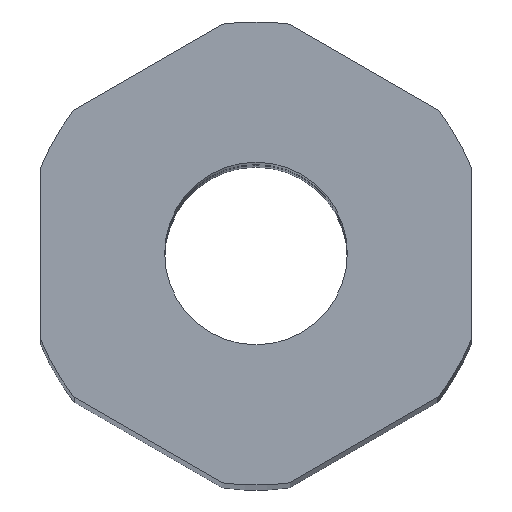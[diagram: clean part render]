
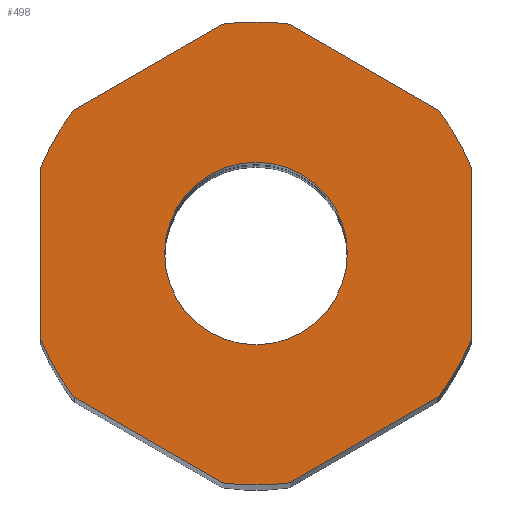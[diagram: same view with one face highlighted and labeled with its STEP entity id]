
A CAD part, top view. The second image highlights one B-rep face of the part: STEP entity #498.
In plain terms, the highlighted planar face has unit normal (0, 0, 1).
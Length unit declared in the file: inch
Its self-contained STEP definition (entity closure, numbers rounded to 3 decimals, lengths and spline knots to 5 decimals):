
#14 = LINE ( 'NONE', #180, #756 ) ;
#17 = AXIS2_PLACEMENT_3D ( 'NONE', #486, #179, #789 ) ;
#24 = DIRECTION ( 'NONE',  ( -0.866, 0.5, 0. ) ) ;
#26 = ORIENTED_EDGE ( 'NONE', *, *, #167, .T. ) ;
#28 = CARTESIAN_POINT ( 'NONE',  ( 0., 0., 1.25 ) ) ;
#40 = DIRECTION ( 'NONE',  ( 0., 0., 1. ) ) ;
#55 = EDGE_CURVE ( 'NONE', #230, #657, #85, .T. ) ;
#64 = EDGE_CURVE ( 'NONE', #266, #651, #421, .T. ) ;
#70 = EDGE_CURVE ( 'NONE', #390, #292, #506, .T. ) ;
#75 = VERTEX_POINT ( 'NONE', #95 ) ;
#80 = EDGE_CURVE ( 'NONE', #611, #325, #331, .T. ) ;
#84 = CARTESIAN_POINT ( 'NONE',  ( 0., 0., 1.25 ) ) ;
#85 = LINE ( 'NONE', #215, #109 ) ;
#86 = LINE ( 'NONE', #206, #478 ) ;
#88 = DIRECTION ( 'NONE',  ( 0., 0., 1. ) ) ;
#95 = CARTESIAN_POINT ( 'NONE',  ( 0.1875, -0.07454, 1.25 ) ) ;
#96 = AXIS2_PLACEMENT_3D ( 'NONE', #449, #40, #150 ) ;
#97 = ORIENTED_EDGE ( 'NONE', *, *, #765, .T. ) ;
#98 = CIRCLE ( 'NONE', #143, 0.20177 ) ;
#99 = PLANE ( 'NONE',  #711 ) ;
#109 = VECTOR ( 'NONE', #320, 39.37008 ) ;
#113 = ORIENTED_EDGE ( 'NONE', *, *, #562, .T. ) ;
#115 = EDGE_CURVE ( 'NONE', #260, #230, #641, .T. ) ;
#132 = ORIENTED_EDGE ( 'NONE', *, *, #634, .F. ) ;
#143 = AXIS2_PLACEMENT_3D ( 'NONE', #675, #573, #640 ) ;
#150 = DIRECTION ( 'NONE',  ( 1., 0., 0. ) ) ;
#152 = CARTESIAN_POINT ( 'NONE',  ( -0.0795, 0., 1.25 ) ) ;
#154 = CARTESIAN_POINT ( 'NONE',  ( 0.0292, 0.19965, 1.25 ) ) ;
#156 = VECTOR ( 'NONE', #229, 39.37008 ) ;
#159 = DIRECTION ( 'NONE',  ( 1., 0., 0. ) ) ;
#165 = ORIENTED_EDGE ( 'NONE', *, *, #276, .T. ) ;
#167 = EDGE_CURVE ( 'NONE', #352, #236, #289, .T. ) ;
#179 = DIRECTION ( 'NONE',  ( 0., 0., 1. ) ) ;
#180 = CARTESIAN_POINT ( 'NONE',  ( -0.09375, -0.16238, 1.25 ) ) ;
#190 = ORIENTED_EDGE ( 'NONE', *, *, #55, .T. ) ;
#198 = ORIENTED_EDGE ( 'NONE', *, *, #115, .T. ) ;
#206 = CARTESIAN_POINT ( 'NONE',  ( 0.1875, 0., 1.25 ) ) ;
#215 = CARTESIAN_POINT ( 'NONE',  ( 0.09375, -0.16238, 1.25 ) ) ;
#226 = CARTESIAN_POINT ( 'NONE',  ( -0.1875, 0., 1.25 ) ) ;
#229 = DIRECTION ( 'NONE',  ( 0., -1., 0. ) ) ;
#230 = VERTEX_POINT ( 'NONE', #235 ) ;
#235 = CARTESIAN_POINT ( 'NONE',  ( 0.0292, -0.19965, 1.25 ) ) ;
#236 = VERTEX_POINT ( 'NONE', #652 ) ;
#251 = CARTESIAN_POINT ( 'NONE',  ( 0.1583, 0.12511, 1.25 ) ) ;
#260 = VERTEX_POINT ( 'NONE', #603 ) ;
#266 = VERTEX_POINT ( 'NONE', #360 ) ;
#274 = DIRECTION ( 'NONE',  ( 1., 0., 0. ) ) ;
#275 = CARTESIAN_POINT ( 'NONE',  ( -0.09375, 0.16238, 1.25 ) ) ;
#276 = EDGE_CURVE ( 'NONE', #485, #611, #554, .T. ) ;
#285 = VERTEX_POINT ( 'NONE', #730 ) ;
#289 = LINE ( 'NONE', #226, #156 ) ;
#292 = VERTEX_POINT ( 'NONE', #152 ) ;
#307 = AXIS2_PLACEMENT_3D ( 'NONE', #361, #429, #570 ) ;
#320 = DIRECTION ( 'NONE',  ( 0.866, 0.5, 0. ) ) ;
#325 = VERTEX_POINT ( 'NONE', #692 ) ;
#331 = LINE ( 'NONE', #275, #682 ) ;
#332 = AXIS2_PLACEMENT_3D ( 'NONE', #28, #337, #582 ) ;
#337 = DIRECTION ( 'NONE',  ( 0., 0., 1. ) ) ;
#341 = EDGE_LOOP ( 'NONE', ( #97, #619, #567, #165, #788, #344, #26, #470, #410, #198, #190, #113 ) ) ;
#344 = ORIENTED_EDGE ( 'NONE', *, *, #474, .T. ) ;
#352 = VERTEX_POINT ( 'NONE', #402 ) ;
#360 = CARTESIAN_POINT ( 'NONE',  ( 0.1875, 0.07454, 1.25 ) ) ;
#361 = CARTESIAN_POINT ( 'NONE',  ( 0., 0., 1.25 ) ) ;
#376 = CARTESIAN_POINT ( 'NONE',  ( -0.0292, 0.19965, 1.25 ) ) ;
#389 = FACE_OUTER_BOUND ( 'NONE', #341, .T. ) ;
#390 = VERTEX_POINT ( 'NONE', #747 ) ;
#402 = CARTESIAN_POINT ( 'NONE',  ( -0.1875, 0.07454, 1.25 ) ) ;
#410 = ORIENTED_EDGE ( 'NONE', *, *, #451, .T. ) ;
#421 = CIRCLE ( 'NONE', #332, 0.20177 ) ;
#424 = DIRECTION ( 'NONE',  ( 0.866, -0.5, 0. ) ) ;
#429 = DIRECTION ( 'NONE',  ( 0., 0., 1. ) ) ;
#449 = CARTESIAN_POINT ( 'NONE',  ( 0., 0., 1.25 ) ) ;
#450 = DIRECTION ( 'NONE',  ( 0., 1., 0. ) ) ;
#451 = EDGE_CURVE ( 'NONE', #285, #260, #14, .T. ) ;
#455 = DIRECTION ( 'NONE',  ( 0., 0., 1. ) ) ;
#459 = FACE_BOUND ( 'NONE', #645, .T. ) ;
#470 = ORIENTED_EDGE ( 'NONE', *, *, #471, .T. ) ;
#471 = EDGE_CURVE ( 'NONE', #236, #285, #98, .T. ) ;
#474 = EDGE_CURVE ( 'NONE', #325, #352, #508, .T. ) ;
#475 = DIRECTION ( 'NONE',  ( 1., 0., 0. ) ) ;
#476 = CIRCLE ( 'NONE', #307, 0.0795 ) ;
#478 = VECTOR ( 'NONE', #450, 39.37008 ) ;
#485 = VERTEX_POINT ( 'NONE', #154 ) ;
#486 = CARTESIAN_POINT ( 'NONE',  ( 0., 0., 1.25 ) ) ;
#494 = CARTESIAN_POINT ( 'NONE',  ( 0.1583, -0.12511, 1.25 ) ) ;
#498 = ADVANCED_FACE ( 'NONE', ( #459, #389 ), #99, .T. ) ;
#506 = CIRCLE ( 'NONE', #96, 0.0795 ) ;
#508 = CIRCLE ( 'NONE', #665, 0.20177 ) ;
#551 = LINE ( 'NONE', #676, #784 ) ;
#554 = CIRCLE ( 'NONE', #17, 0.20177 ) ;
#562 = EDGE_CURVE ( 'NONE', #657, #75, #697, .T. ) ;
#567 = ORIENTED_EDGE ( 'NONE', *, *, #674, .T. ) ;
#570 = DIRECTION ( 'NONE',  ( 1., 0., 0. ) ) ;
#573 = DIRECTION ( 'NONE',  ( 0., 0., 1. ) ) ;
#579 = CARTESIAN_POINT ( 'NONE',  ( 0., 0., 1.25 ) ) ;
#582 = DIRECTION ( 'NONE',  ( 1., 0., 0. ) ) ;
#599 = ORIENTED_EDGE ( 'NONE', *, *, #70, .F. ) ;
#603 = CARTESIAN_POINT ( 'NONE',  ( -0.0292, -0.19965, 1.25 ) ) ;
#611 = VERTEX_POINT ( 'NONE', #376 ) ;
#612 = AXIS2_PLACEMENT_3D ( 'NONE', #724, #658, #475 ) ;
#619 = ORIENTED_EDGE ( 'NONE', *, *, #64, .T. ) ;
#634 = EDGE_CURVE ( 'NONE', #292, #390, #476, .T. ) ;
#640 = DIRECTION ( 'NONE',  ( 1., 0., 0. ) ) ;
#641 = CIRCLE ( 'NONE', #612, 0.20177 ) ;
#645 = EDGE_LOOP ( 'NONE', ( #599, #132 ) ) ;
#651 = VERTEX_POINT ( 'NONE', #251 ) ;
#652 = CARTESIAN_POINT ( 'NONE',  ( -0.1875, -0.07454, 1.25 ) ) ;
#657 = VERTEX_POINT ( 'NONE', #494 ) ;
#658 = DIRECTION ( 'NONE',  ( 0., 0., 1. ) ) ;
#665 = AXIS2_PLACEMENT_3D ( 'NONE', #763, #750, #159 ) ;
#674 = EDGE_CURVE ( 'NONE', #651, #485, #551, .T. ) ;
#675 = CARTESIAN_POINT ( 'NONE',  ( 0., 0., 1.25 ) ) ;
#676 = CARTESIAN_POINT ( 'NONE',  ( 0.09375, 0.16238, 1.25 ) ) ;
#682 = VECTOR ( 'NONE', #769, 39.37008 ) ;
#692 = CARTESIAN_POINT ( 'NONE',  ( -0.1583, 0.12511, 1.25 ) ) ;
#695 = DIRECTION ( 'NONE',  ( 1., 0., 0. ) ) ;
#697 = CIRCLE ( 'NONE', #745, 0.20177 ) ;
#711 = AXIS2_PLACEMENT_3D ( 'NONE', #84, #455, #695 ) ;
#724 = CARTESIAN_POINT ( 'NONE',  ( 0., 0., 1.25 ) ) ;
#730 = CARTESIAN_POINT ( 'NONE',  ( -0.1583, -0.12511, 1.25 ) ) ;
#745 = AXIS2_PLACEMENT_3D ( 'NONE', #579, #88, #274 ) ;
#747 = CARTESIAN_POINT ( 'NONE',  ( 0.0795, 0., 1.25 ) ) ;
#750 = DIRECTION ( 'NONE',  ( 0., 0., 1. ) ) ;
#756 = VECTOR ( 'NONE', #424, 39.37008 ) ;
#763 = CARTESIAN_POINT ( 'NONE',  ( 0., 0., 1.25 ) ) ;
#765 = EDGE_CURVE ( 'NONE', #75, #266, #86, .T. ) ;
#769 = DIRECTION ( 'NONE',  ( -0.866, -0.5, 0. ) ) ;
#784 = VECTOR ( 'NONE', #24, 39.37008 ) ;
#788 = ORIENTED_EDGE ( 'NONE', *, *, #80, .T. ) ;
#789 = DIRECTION ( 'NONE',  ( 1., 0., 0. ) ) ;
